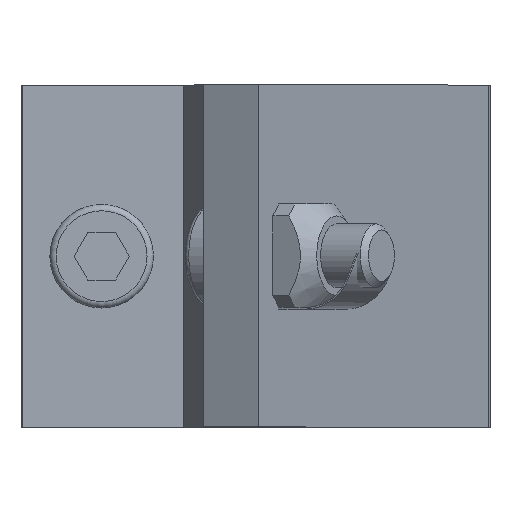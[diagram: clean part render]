
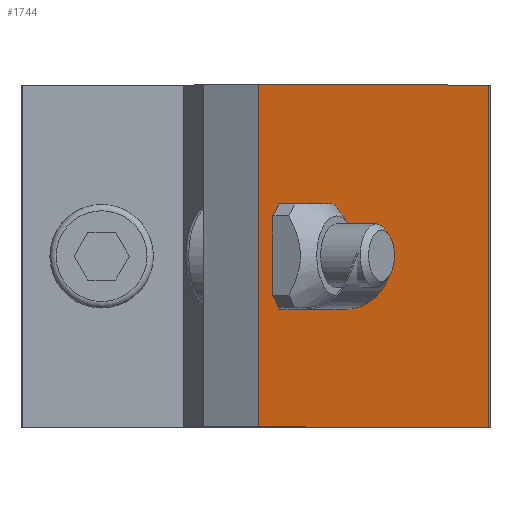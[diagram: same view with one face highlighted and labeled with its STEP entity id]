
A CAD part, top view. The second image highlights one B-rep face of the part: STEP entity #1744.
In plain terms, the highlighted planar face has unit normal (0.866, 0, 0.5).
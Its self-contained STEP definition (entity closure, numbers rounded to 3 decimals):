
#65=FACE_BOUND('',#337,.T.);
#123=CIRCLE('',#1830,4.5);
#234=FACE_OUTER_BOUND('',#336,.T.);
#336=EDGE_LOOP('',(#1302,#1303,#1304,#1305));
#337=EDGE_LOOP('',(#1306));
#469=LINE('',#2729,#620);
#470=LINE('',#2732,#621);
#471=LINE('',#2734,#622);
#472=LINE('',#2735,#623);
#620=VECTOR('',#2231,1.);
#621=VECTOR('',#2234,1.);
#622=VECTOR('',#2235,1.);
#623=VECTOR('',#2236,1.);
#724=VERTEX_POINT('',#2562);
#779=VERTEX_POINT('',#2725);
#780=VERTEX_POINT('',#2727);
#781=VERTEX_POINT('',#2731);
#782=VERTEX_POINT('',#2733);
#904=EDGE_CURVE('',#724,#724,#123,.T.);
#986=EDGE_CURVE('',#779,#780,#469,.T.);
#987=EDGE_CURVE('',#781,#779,#470,.T.);
#988=EDGE_CURVE('',#782,#780,#471,.T.);
#989=EDGE_CURVE('',#781,#782,#472,.T.);
#1302=ORIENTED_EDGE('',*,*,#987,.T.);
#1303=ORIENTED_EDGE('',*,*,#986,.T.);
#1304=ORIENTED_EDGE('',*,*,#988,.F.);
#1305=ORIENTED_EDGE('',*,*,#989,.F.);
#1306=ORIENTED_EDGE('',*,*,#904,.T.);
#1663=PLANE('',#1894);
#1744=ADVANCED_FACE('',(#234,#65),#1663,.T.);
#1830=AXIS2_PLACEMENT_3D('',#2564,#2058,#2059);
#1894=AXIS2_PLACEMENT_3D('',#2730,#2232,#2233);
#2058=DIRECTION('center_axis',(-0.866,0.,-0.5));
#2059=DIRECTION('ref_axis',(-0.5,0.,0.866));
#2231=DIRECTION('',(0.,-1.,0.));
#2232=DIRECTION('center_axis',(0.866,0.,0.5));
#2233=DIRECTION('ref_axis',(-0.5,0.,0.866));
#2234=DIRECTION('',(-0.5,0.,0.866));
#2235=DIRECTION('',(-0.5,0.,0.866));
#2236=DIRECTION('',(0.,-1.,0.));
#2562=CARTESIAN_POINT('',(37.,21.5,38.971));
#2564=CARTESIAN_POINT('Origin',(34.75,21.5,42.868));
#2725=CARTESIAN_POINT('',(29.75,43.,51.529));
#2727=CARTESIAN_POINT('',(29.75,0.,51.529));
#2729=CARTESIAN_POINT('',(29.75,43.,51.529));
#2730=CARTESIAN_POINT('Origin',(58.634,43.,1.5));
#2731=CARTESIAN_POINT('',(58.634,43.,1.5));
#2732=CARTESIAN_POINT('',(58.634,43.,1.5));
#2733=CARTESIAN_POINT('',(58.634,0.,1.5));
#2734=CARTESIAN_POINT('',(58.634,0.,1.5));
#2735=CARTESIAN_POINT('',(58.634,43.,1.5));
